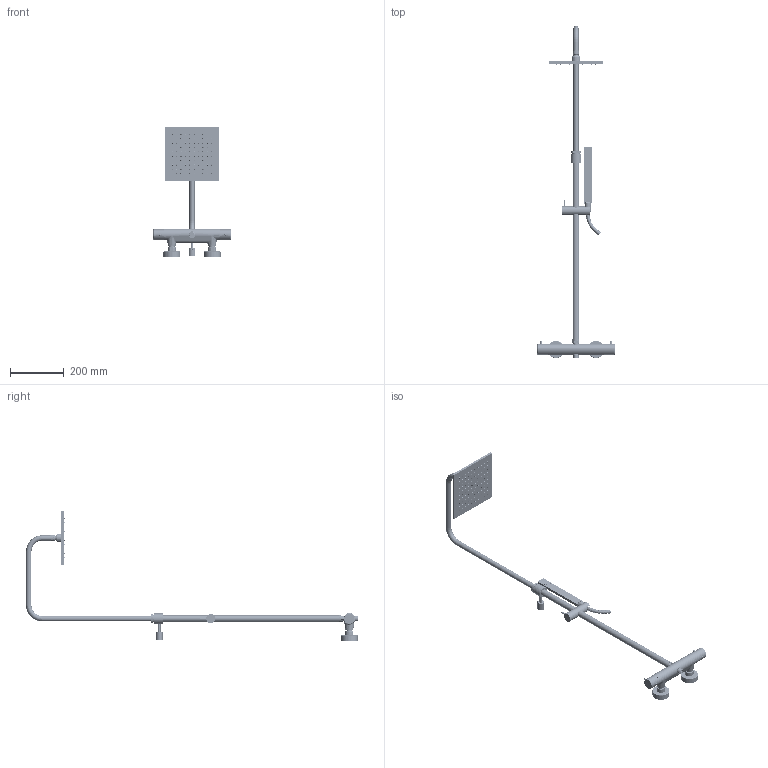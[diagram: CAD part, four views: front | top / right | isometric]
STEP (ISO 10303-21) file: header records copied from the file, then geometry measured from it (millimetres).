
FILE_DESCRIPTION((''),'2;1');
FILE_NAME('ZCOL641LIQCR','2021-11-11T13:31:34',('ut3'),('PAFFONI SpA'),'CREO PARAMETRIC BY PTC INC, 2020044','CREO PARAMETRIC BY PTC INC, 2020044','');
FILE_SCHEMA(('CONFIG_CONTROL_DESIGN','SHAPE_APPEARANCE_LAYERS_GROUPS'));
Products named in the file (1): ZCOL641LIQCR
Bounding box: 287.73 x 1235.1 x 482.8 mm (x, y, z)
Volume: 770336.7 mm3; surface area: 588520.4 mm2
Topology: 8 solids, 8 shells, 6499 faces, 15860 edges, 9699 vertices
Faces by surface type: plane 2537, torus 1926, cylinder 1302, cone 483, bspline 201, sphere 50
Entity records: 297094 total; most frequent: CARTESIAN_POINT 98484, DIRECTION 32203, ORIENTED_EDGE 31680, EDGE_CURVE 15840, AXIS2_PLACEMENT_3D 13683, VERTEX_POINT 9698, EDGE_LOOP 7886, CIRCLE 7385
